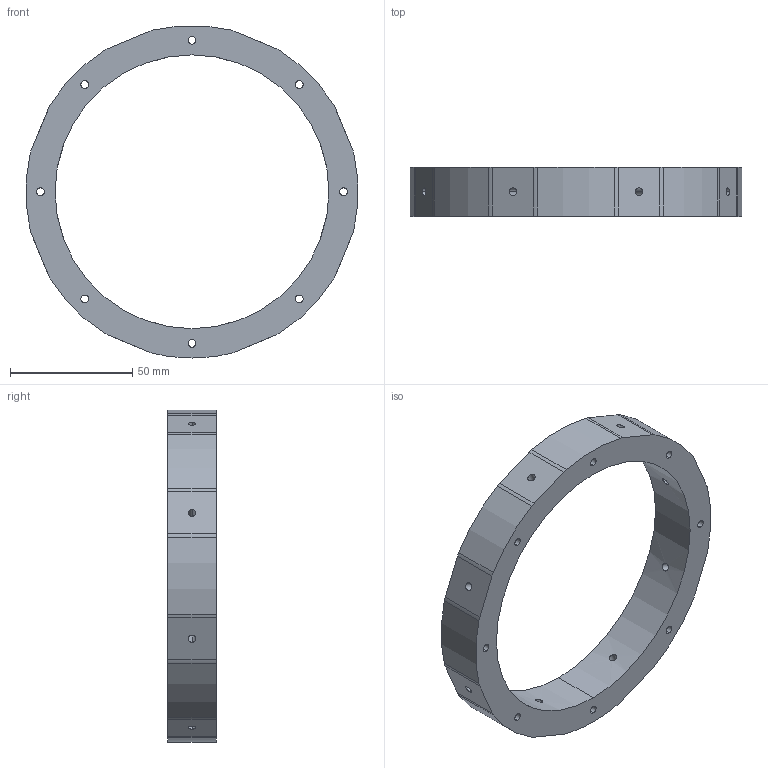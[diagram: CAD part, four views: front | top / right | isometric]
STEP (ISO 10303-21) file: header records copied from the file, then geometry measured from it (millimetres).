
FILE_DESCRIPTION (( 'STEP AP203' ), '1' );
FILE_NAME ('Wheelbase_spacer.STEP', '2024-10-09T12:06:19', ( '' ), ( '' ), 'SwSTEP 2.0', 'SolidWorks 2024', '' );
FILE_SCHEMA (( 'CONFIG_CONTROL_DESIGN' ));
Length unit declared in the file: millimetre
Products named in the file (1): Wheelbase_spacer
Bounding box: 135.59 x 20 x 135.8 mm (x, y, z)
Volume: 89898.5 mm3; surface area: 27018.3 mm2
Topology: 1 solids, 1 shells, 69 faces, 201 edges, 134 vertices
Faces by surface type: cylinder 59, plane 10
Entity records: 2850 total; most frequent: CARTESIAN_POINT 805, DIRECTION 427, ORIENTED_EDGE 402, EDGE_CURVE 201, AXIS2_PLACEMENT_3D 172, VERTEX_POINT 134, EDGE_LOOP 103, CIRCLE 102
